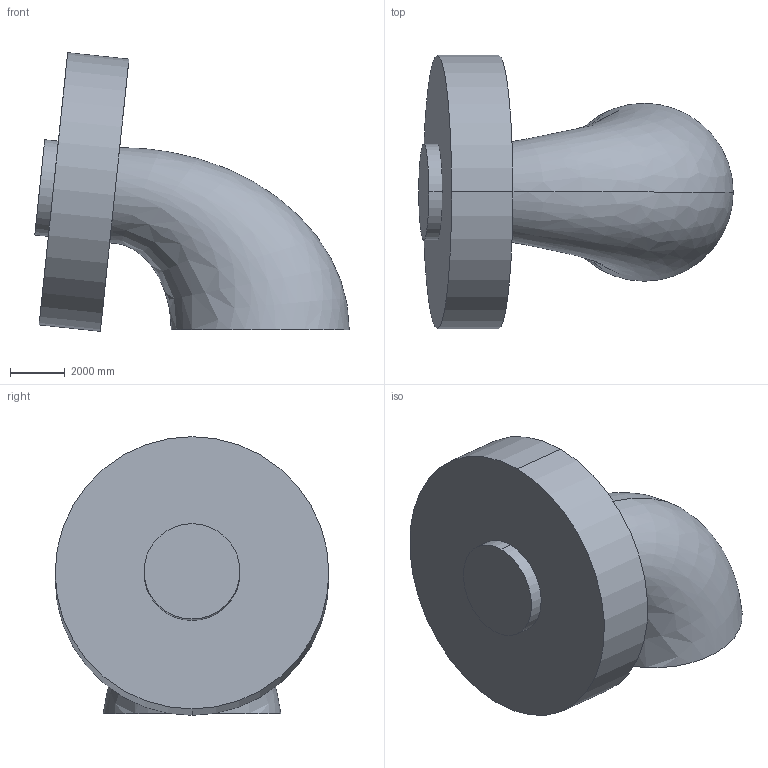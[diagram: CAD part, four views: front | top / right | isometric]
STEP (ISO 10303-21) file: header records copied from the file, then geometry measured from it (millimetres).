
FILE_DESCRIPTION (( 'STEP AP214' ), '1' );
FILE_NAME ('IEA15MW_Nacelle.STEP', '2023-04-20T17:53:00', ( '' ), ( '' ), 'SwSTEP 2.0', 'SolidWorks 2021', '' );
FILE_SCHEMA (( 'AUTOMOTIVE_DESIGN' ));
Length unit declared in the file: metre
Products named in the file (1): IEA15MW_Nacelle
Bounding box: 11486.56 x 10000 x 10180.41 mm (x, y, z)
Volume: 343052901026.6 mm3; surface area: 383624715.6 mm2
Topology: 1 solids, 1 shells, 10 faces, 18 edges, 12 vertices
Faces by surface type: cylinder 4, plane 4, bspline 2
Entity records: 1930 total; most frequent: CARTESIAN_POINT 1693, DIRECTION 46, ORIENTED_EDGE 36, AXIS2_PLACEMENT_3D 21, EDGE_CURVE 18, VERTEX_POINT 12, CIRCLE 12, EDGE_LOOP 12
